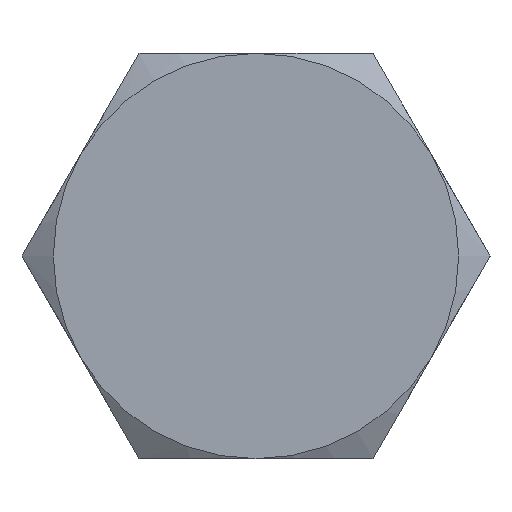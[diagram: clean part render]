
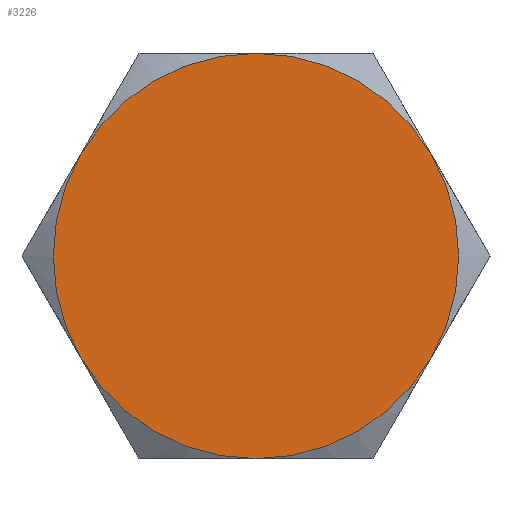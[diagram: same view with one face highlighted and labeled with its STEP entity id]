
A CAD part, left-side view. The second image highlights one B-rep face of the part: STEP entity #3226.
In plain terms, the highlighted planar face has unit normal (-1, 0, 0).
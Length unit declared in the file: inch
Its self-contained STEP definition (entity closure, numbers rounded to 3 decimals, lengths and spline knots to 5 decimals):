
#4 = CIRCLE ( 'NONE', #1348, 0.21875 ) ;
#6 = CIRCLE ( 'NONE', #1340, 0.21875 ) ;
#16 = ORIENTED_EDGE ( 'NONE', *, *, #1416, .T. ) ;
#19 = ORIENTED_EDGE ( 'NONE', *, *, #1412, .T. ) ;
#32 = ORIENTED_EDGE ( 'NONE', *, *, #1407, .T. ) ;
#37 = CIRCLE ( 'NONE', #1330, 0.21875 ) ;
#51 = ORIENTED_EDGE ( 'NONE', *, *, #1397, .T. ) ;
#57 = ORIENTED_EDGE ( 'NONE', *, *, #1411, .T. ) ;
#69 = CIRCLE ( 'NONE', #1324, 0.21875 ) ;
#77 = CIRCLE ( 'NONE', #1341, 0.21875 ) ;
#79 = ORIENTED_EDGE ( 'NONE', *, *, #1409, .T. ) ;
#80 = CIRCLE ( 'NONE', #1347, 0.21875 ) ;
#447 = DIRECTION ( 'NONE',  ( -1., 0., 0. ) ) ;
#451 = CARTESIAN_POINT ( 'NONE',  ( -0.46094, 0., 0. ) ) ;
#452 = DIRECTION ( 'NONE',  ( 0., 0., 1. ) ) ;
#593 = CARTESIAN_POINT ( 'NONE',  ( -0.46094, 0.18944, -0.10938 ) ) ;
#596 = CARTESIAN_POINT ( 'NONE',  ( -0.46094, 0., -0.21875 ) ) ;
#597 = CARTESIAN_POINT ( 'NONE',  ( -0.46094, 0.18944, 0.10937 ) ) ;
#598 = CARTESIAN_POINT ( 'NONE',  ( -0.46094, -0.18944, -0.10938 ) ) ;
#618 = VERTEX_POINT ( 'NONE', #910 ) ;
#624 = VERTEX_POINT ( 'NONE', #919 ) ;
#898 = VERTEX_POINT ( 'NONE', #593 ) ;
#901 = VERTEX_POINT ( 'NONE', #597 ) ;
#904 = VERTEX_POINT ( 'NONE', #596 ) ;
#905 = VERTEX_POINT ( 'NONE', #598 ) ;
#910 = CARTESIAN_POINT ( 'NONE',  ( -0.46094, 0., 0.21875 ) ) ;
#919 = CARTESIAN_POINT ( 'NONE',  ( -0.46094, -0.18944, 0.10937 ) ) ;
#997 = DIRECTION ( 'NONE',  ( 0., 0., 1. ) ) ;
#998 = DIRECTION ( 'NONE',  ( -1., 0., 0. ) ) ;
#1000 = CARTESIAN_POINT ( 'NONE',  ( -0.46094, 0., 0. ) ) ;
#1020 = DIRECTION ( 'NONE',  ( 0., 0., 1. ) ) ;
#1021 = DIRECTION ( 'NONE',  ( -1., 0., 0. ) ) ;
#1023 = DIRECTION ( 'NONE',  ( 0., 0., 1. ) ) ;
#1024 = DIRECTION ( 'NONE',  ( -1., 0., 0. ) ) ;
#1025 = CARTESIAN_POINT ( 'NONE',  ( -0.46094, 0., 0. ) ) ;
#1036 = CARTESIAN_POINT ( 'NONE',  ( -0.46094, 0., 0. ) ) ;
#1038 = DIRECTION ( 'NONE',  ( 0., 0., 1. ) ) ;
#1039 = DIRECTION ( 'NONE',  ( -1., 0., 0. ) ) ;
#1041 = CARTESIAN_POINT ( 'NONE',  ( -0.46094, 0., 0. ) ) ;
#1044 = DIRECTION ( 'NONE',  ( 0., 0., 1. ) ) ;
#1045 = DIRECTION ( 'NONE',  ( -1., 0., 0. ) ) ;
#1046 = CARTESIAN_POINT ( 'NONE',  ( -0.46094, 0., 0. ) ) ;
#1237 = EDGE_LOOP ( 'NONE', ( #32, #16, #19, #57, #79, #51 ) ) ;
#1324 = AXIS2_PLACEMENT_3D ( 'NONE', #1041, #1039, #1038 ) ;
#1330 = AXIS2_PLACEMENT_3D ( 'NONE', #1046, #1045, #1044 ) ;
#1340 = AXIS2_PLACEMENT_3D ( 'NONE', #1025, #1024, #1023 ) ;
#1341 = AXIS2_PLACEMENT_3D ( 'NONE', #1000, #998, #997 ) ;
#1347 = AXIS2_PLACEMENT_3D ( 'NONE', #451, #447, #452 ) ;
#1348 = AXIS2_PLACEMENT_3D ( 'NONE', #1036, #1021, #1020 ) ;
#1397 = EDGE_CURVE ( 'NONE', #905, #624, #80, .T. ) ;
#1407 = EDGE_CURVE ( 'NONE', #624, #618, #37, .T. ) ;
#1409 = EDGE_CURVE ( 'NONE', #904, #905, #69, .T. ) ;
#1411 = EDGE_CURVE ( 'NONE', #898, #904, #6, .T. ) ;
#1412 = EDGE_CURVE ( 'NONE', #901, #898, #4, .T. ) ;
#1416 = EDGE_CURVE ( 'NONE', #618, #901, #77, .T. ) ;
#2847 = FACE_OUTER_BOUND ( 'NONE', #1237, .T. ) ;
#3226 = ADVANCED_FACE ( 'NONE', ( #2847 ), #3878, .T. ) ;
#3255 = AXIS2_PLACEMENT_3D ( 'NONE', #3833, #4071, #4070 ) ;
#3833 = CARTESIAN_POINT ( 'NONE',  ( -0.46094, 0.1263, 0.21875 ) ) ;
#3878 = PLANE ( 'NONE',  #3255 ) ;
#4070 = DIRECTION ( 'NONE',  ( 0., 0., 1. ) ) ;
#4071 = DIRECTION ( 'NONE',  ( -1., 0., 0. ) ) ;
